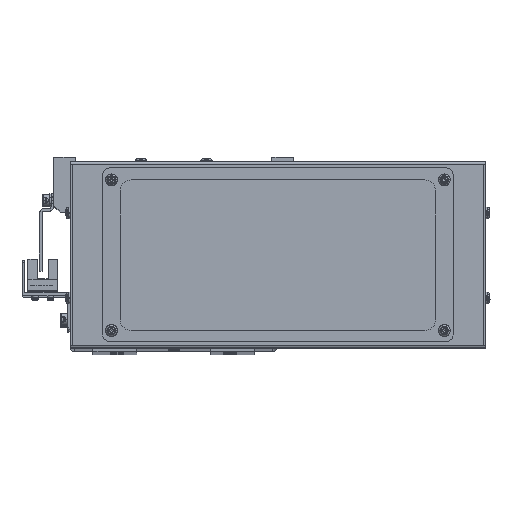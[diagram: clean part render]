
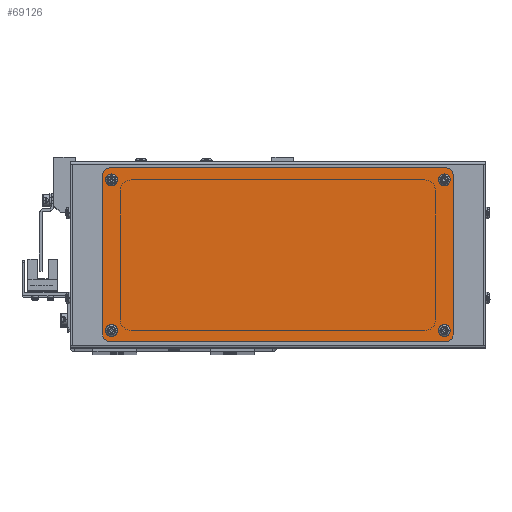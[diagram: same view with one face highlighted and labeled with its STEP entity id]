
A CAD part, top view. The second image highlights one B-rep face of the part: STEP entity #69126.
In plain terms, the highlighted face is planar.
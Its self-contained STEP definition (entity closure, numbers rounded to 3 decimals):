
#1463 = VERTEX_POINT ( 'NONE', #43055 ) ;
#2044 = ORIENTED_EDGE ( 'NONE', *, *, #7430, .F. ) ;
#2058 = VECTOR ( 'NONE', #11654, 1000. ) ;
#4028 = DIRECTION ( 'NONE',  ( 0., 0., 1. ) ) ;
#4483 = ORIENTED_EDGE ( 'NONE', *, *, #8797, .F. ) ;
#5160 = CIRCLE ( 'NONE', #32596, 1.7 ) ;
#5559 = CARTESIAN_POINT ( 'NONE',  ( -80.25, -36.75, 0. ) ) ;
#5587 = CARTESIAN_POINT ( 'NONE',  ( -77.95, -34.75, 0. ) ) ;
#5836 = CARTESIAN_POINT ( 'NONE',  ( -80.25, -36.75, 0. ) ) ;
#6206 = CARTESIAN_POINT ( 'NONE',  ( 76.25, -34.75, 0. ) ) ;
#7430 = EDGE_CURVE ( 'NONE', #39378, #68471, #52893, .T. ) ;
#7477 = VERTEX_POINT ( 'NONE', #25852 ) ;
#7663 = ORIENTED_EDGE ( 'NONE', *, *, #71475, .F. ) ;
#7806 = VECTOR ( 'NONE', #58421, 1000. ) ;
#8316 = ORIENTED_EDGE ( 'NONE', *, *, #16651, .F. ) ;
#8797 = EDGE_CURVE ( 'NONE', #62996, #53611, #46132, .T. ) ;
#9541 = CARTESIAN_POINT ( 'NONE',  ( -77.25, 39.75, 0. ) ) ;
#9599 = DIRECTION ( 'NONE',  ( 1., 0., 0. ) ) ;
#9807 = ORIENTED_EDGE ( 'NONE', *, *, #44189, .T. ) ;
#10156 = EDGE_LOOP ( 'NONE', ( #17693, #10576 ) ) ;
#10291 = ORIENTED_EDGE ( 'NONE', *, *, #34758, .F. ) ;
#10576 = ORIENTED_EDGE ( 'NONE', *, *, #24563, .T. ) ;
#11416 = CARTESIAN_POINT ( 'NONE',  ( 77.25, -39.75, 0. ) ) ;
#11604 = CARTESIAN_POINT ( 'NONE',  ( -77.25, -36.75, 0. ) ) ;
#11654 = DIRECTION ( 'NONE',  ( 1., 0., 0. ) ) ;
#11760 = DIRECTION ( 'NONE',  ( 1., 0., 0. ) ) ;
#12424 = CARTESIAN_POINT ( 'NONE',  ( -76.25, -34.75, 0. ) ) ;
#13702 = CARTESIAN_POINT ( 'NONE',  ( -76.25, 34.25, 0. ) ) ;
#14442 = LINE ( 'NONE', #5836, #56594 ) ;
#14729 = CARTESIAN_POINT ( 'NONE',  ( -77.25, 36.75, 0. ) ) ;
#14737 = EDGE_LOOP ( 'NONE', ( #2044, #7663, #22503, #17979, #10291, #4483, #70818, #8316 ) ) ;
#15801 = CIRCLE ( 'NONE', #31610, 3. ) ;
#15872 = ORIENTED_EDGE ( 'NONE', *, *, #29145, .T. ) ;
#16651 = EDGE_CURVE ( 'NONE', #68471, #56179, #14442, .T. ) ;
#17169 = DIRECTION ( 'NONE',  ( 1., 0., 0. ) ) ;
#17598 = CARTESIAN_POINT ( 'NONE',  ( -76.25, 34.25, 0. ) ) ;
#17693 = ORIENTED_EDGE ( 'NONE', *, *, #19580, .T. ) ;
#17958 = DIRECTION ( 'NONE',  ( 1., 0., 0. ) ) ;
#17979 = ORIENTED_EDGE ( 'NONE', *, *, #38431, .F. ) ;
#19191 = CARTESIAN_POINT ( 'NONE',  ( 77.95, 34.25, 0. ) ) ;
#19239 = DIRECTION ( 'NONE',  ( 1., 0., 0. ) ) ;
#19532 = AXIS2_PLACEMENT_3D ( 'NONE', #37145, #4028, #42678 ) ;
#19580 = EDGE_CURVE ( 'NONE', #48917, #62449, #28741, .T. ) ;
#20279 = DIRECTION ( 'NONE',  ( 1., 0., 0. ) ) ;
#20387 = CARTESIAN_POINT ( 'NONE',  ( 77.25, 36.75, 0. ) ) ;
#22001 = CARTESIAN_POINT ( 'NONE',  ( -77.95, 34.25, 0. ) ) ;
#22152 = VERTEX_POINT ( 'NONE', #37759 ) ;
#22503 = ORIENTED_EDGE ( 'NONE', *, *, #64047, .F. ) ;
#22663 = DIRECTION ( 'NONE',  ( 0., 0., 1. ) ) ;
#23113 = DIRECTION ( 'NONE',  ( 1., 0., 0. ) ) ;
#23428 = CARTESIAN_POINT ( 'NONE',  ( 80.25, 36.75, 0. ) ) ;
#23527 = CIRCLE ( 'NONE', #52735, 1.7 ) ;
#23711 = CARTESIAN_POINT ( 'NONE',  ( 77.25, -39.75, 0. ) ) ;
#23831 = VERTEX_POINT ( 'NONE', #5587 ) ;
#24563 = EDGE_CURVE ( 'NONE', #62449, #48917, #61915, .T. ) ;
#25852 = CARTESIAN_POINT ( 'NONE',  ( 77.25, 39.75, 0. ) ) ;
#25957 = DIRECTION ( 'NONE',  ( 1., 0., 0. ) ) ;
#26831 = DIRECTION ( 'NONE',  ( 0., 0., 1. ) ) ;
#27061 = AXIS2_PLACEMENT_3D ( 'NONE', #59681, #26831, #65163 ) ;
#27696 = EDGE_LOOP ( 'NONE', ( #9807, #15872 ) ) ;
#28504 = VERTEX_POINT ( 'NONE', #70214 ) ;
#28741 = CIRCLE ( 'NONE', #66457, 1.7 ) ;
#28848 = DIRECTION ( 'NONE',  ( 0., 0., 1. ) ) ;
#29029 = DIRECTION ( 'NONE',  ( 0., 1., 0. ) ) ;
#29145 = EDGE_CURVE ( 'NONE', #28504, #1463, #59496, .T. ) ;
#30051 = FACE_BOUND ( 'NONE', #27696, .T. ) ;
#30277 = LINE ( 'NONE', #23428, #55992 ) ;
#31610 = AXIS2_PLACEMENT_3D ( 'NONE', #55615, #22663, #61096 ) ;
#32150 = EDGE_LOOP ( 'NONE', ( #54050, #55522 ) ) ;
#32596 = AXIS2_PLACEMENT_3D ( 'NONE', #6206, #44809, #11760 ) ;
#32880 = DIRECTION ( 'NONE',  ( 0., 0., 1. ) ) ;
#34319 = AXIS2_PLACEMENT_3D ( 'NONE', #11604, #50137, #17169 ) ;
#34758 = EDGE_CURVE ( 'NONE', #53611, #38599, #15801, .T. ) ;
#35415 = CARTESIAN_POINT ( 'NONE',  ( 80.25, 36.75, 0. ) ) ;
#36547 = EDGE_CURVE ( 'NONE', #70259, #22152, #55274, .T. ) ;
#37145 = CARTESIAN_POINT ( 'NONE',  ( 76.25, 34.25, 0. ) ) ;
#37759 = CARTESIAN_POINT ( 'NONE',  ( 74.55, 34.25, 0. ) ) ;
#38294 = AXIS2_PLACEMENT_3D ( 'NONE', #53416, #42688, #9599 ) ;
#38431 = EDGE_CURVE ( 'NONE', #38599, #64714, #30277, .T. ) ;
#38599 = VERTEX_POINT ( 'NONE', #46798 ) ;
#38913 = LINE ( 'NONE', #52686, #7806 ) ;
#39378 = VERTEX_POINT ( 'NONE', #9541 ) ;
#42678 = DIRECTION ( 'NONE',  ( 1., 0., 0. ) ) ;
#42688 = DIRECTION ( 'NONE',  ( 0., 0., 1. ) ) ;
#43003 = CARTESIAN_POINT ( 'NONE',  ( -77.25, -39.75, 0. ) ) ;
#43055 = CARTESIAN_POINT ( 'NONE',  ( 74.55, -34.75, 0. ) ) ;
#43531 = CIRCLE ( 'NONE', #66900, 3. ) ;
#44189 = EDGE_CURVE ( 'NONE', #1463, #28504, #5160, .T. ) ;
#44331 = ORIENTED_EDGE ( 'NONE', *, *, #56026, .T. ) ;
#44428 = DIRECTION ( 'NONE',  ( 0., -1., 0. ) ) ;
#44663 = FACE_BOUND ( 'NONE', #10156, .T. ) ;
#44809 = DIRECTION ( 'NONE',  ( 0., 0., 1. ) ) ;
#46132 = LINE ( 'NONE', #11416, #2058 ) ;
#46376 = FACE_BOUND ( 'NONE', #52680, .T. ) ;
#46678 = AXIS2_PLACEMENT_3D ( 'NONE', #65657, #32880, #71212 ) ;
#46798 = CARTESIAN_POINT ( 'NONE',  ( 80.25, -36.75, 0. ) ) ;
#48808 = CARTESIAN_POINT ( 'NONE',  ( -74.55, 34.25, 0. ) ) ;
#48917 = VERTEX_POINT ( 'NONE', #22001 ) ;
#49774 = CIRCLE ( 'NONE', #19532, 1.7 ) ;
#50137 = DIRECTION ( 'NONE',  ( 0., 0., 1. ) ) ;
#50918 = DIRECTION ( 'NONE',  ( 0., 0., 1. ) ) ;
#52178 = DIRECTION ( 'NONE',  ( 0., 0., 1. ) ) ;
#52517 = AXIS2_PLACEMENT_3D ( 'NONE', #14729, #53214, #20279 ) ;
#52680 = EDGE_LOOP ( 'NONE', ( #44331, #70271 ) ) ;
#52686 = CARTESIAN_POINT ( 'NONE',  ( -77.25, 39.75, 0. ) ) ;
#52735 = AXIS2_PLACEMENT_3D ( 'NONE', #12424, #50918, #17958 ) ;
#52893 = CIRCLE ( 'NONE', #52517, 3. ) ;
#53214 = DIRECTION ( 'NONE',  ( 0., 0., 1. ) ) ;
#53416 = CARTESIAN_POINT ( 'NONE',  ( -77.25, 36.75, 0. ) ) ;
#53611 = VERTEX_POINT ( 'NONE', #23711 ) ;
#54031 = EDGE_CURVE ( 'NONE', #68623, #23831, #60176, .T. ) ;
#54050 = ORIENTED_EDGE ( 'NONE', *, *, #65207, .T. ) ;
#55274 = CIRCLE ( 'NONE', #27061, 1.7 ) ;
#55480 = AXIS2_PLACEMENT_3D ( 'NONE', #61649, #28848, #67181 ) ;
#55522 = ORIENTED_EDGE ( 'NONE', *, *, #54031, .T. ) ;
#55615 = CARTESIAN_POINT ( 'NONE',  ( 77.25, -36.75, 0. ) ) ;
#55992 = VECTOR ( 'NONE', #29029, 1000. ) ;
#56026 = EDGE_CURVE ( 'NONE', #22152, #70259, #49774, .T. ) ;
#56063 = DIRECTION ( 'NONE',  ( 0., 0., 1. ) ) ;
#56179 = VERTEX_POINT ( 'NONE', #5559 ) ;
#56594 = VECTOR ( 'NONE', #44428, 1000. ) ;
#58421 = DIRECTION ( 'NONE',  ( -1., 0., 0. ) ) ;
#58826 = DIRECTION ( 'NONE',  ( 0., 0., 1. ) ) ;
#59178 = FACE_BOUND ( 'NONE', #32150, .T. ) ;
#59242 = CARTESIAN_POINT ( 'NONE',  ( -74.55, -34.75, 0. ) ) ;
#59496 = CIRCLE ( 'NONE', #55480, 1.7 ) ;
#59681 = CARTESIAN_POINT ( 'NONE',  ( 76.25, 34.25, 0. ) ) ;
#60176 = CIRCLE ( 'NONE', #46678, 1.7 ) ;
#60882 = FACE_OUTER_BOUND ( 'NONE', #14737, .T. ) ;
#61096 = DIRECTION ( 'NONE',  ( 1., 0., 0. ) ) ;
#61649 = CARTESIAN_POINT ( 'NONE',  ( 76.25, -34.75, 0. ) ) ;
#61915 = CIRCLE ( 'NONE', #64340, 1.7 ) ;
#62449 = VERTEX_POINT ( 'NONE', #48808 ) ;
#62834 = CARTESIAN_POINT ( 'NONE',  ( -80.25, 36.75, 0. ) ) ;
#62996 = VERTEX_POINT ( 'NONE', #43003 ) ;
#63118 = EDGE_CURVE ( 'NONE', #56179, #62996, #69332, .T. ) ;
#64047 = EDGE_CURVE ( 'NONE', #64714, #7477, #43531, .T. ) ;
#64340 = AXIS2_PLACEMENT_3D ( 'NONE', #17598, #56063, #23113 ) ;
#64398 = PLANE ( 'NONE',  #38294 ) ;
#64714 = VERTEX_POINT ( 'NONE', #35415 ) ;
#65163 = DIRECTION ( 'NONE',  ( 1., 0., 0. ) ) ;
#65207 = EDGE_CURVE ( 'NONE', #23831, #68623, #23527, .T. ) ;
#65657 = CARTESIAN_POINT ( 'NONE',  ( -76.25, -34.75, 0. ) ) ;
#66457 = AXIS2_PLACEMENT_3D ( 'NONE', #13702, #52178, #19239 ) ;
#66900 = AXIS2_PLACEMENT_3D ( 'NONE', #20387, #58826, #25957 ) ;
#67181 = DIRECTION ( 'NONE',  ( 1., 0., 0. ) ) ;
#68471 = VERTEX_POINT ( 'NONE', #62834 ) ;
#68623 = VERTEX_POINT ( 'NONE', #59242 ) ;
#69126 = ADVANCED_FACE ( 'NONE', ( #59178, #44663, #60882, #46376, #30051 ), #64398, .F. ) ;
#69332 = CIRCLE ( 'NONE', #34319, 3. ) ;
#70214 = CARTESIAN_POINT ( 'NONE',  ( 77.95, -34.75, 0. ) ) ;
#70259 = VERTEX_POINT ( 'NONE', #19191 ) ;
#70271 = ORIENTED_EDGE ( 'NONE', *, *, #36547, .T. ) ;
#70818 = ORIENTED_EDGE ( 'NONE', *, *, #63118, .F. ) ;
#71212 = DIRECTION ( 'NONE',  ( 1., 0., 0. ) ) ;
#71475 = EDGE_CURVE ( 'NONE', #7477, #39378, #38913, .T. ) ;
